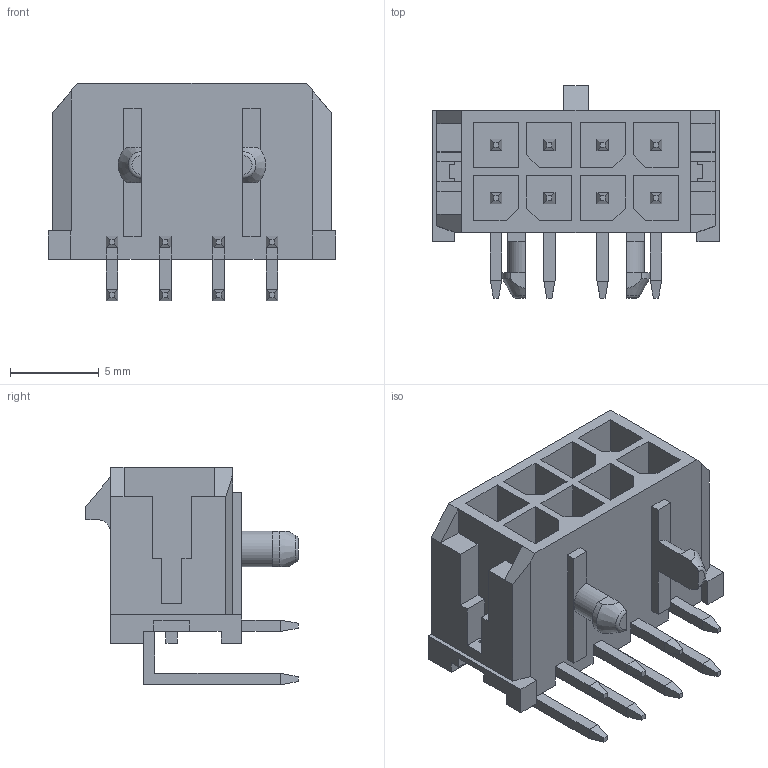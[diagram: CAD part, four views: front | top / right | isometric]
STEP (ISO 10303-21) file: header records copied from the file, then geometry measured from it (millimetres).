
FILE_DESCRIPTION (( 'STEP AP214' ), '1' );
FILE_NAME ('reoriented-43045-0800.STEP', '2023-10-11T09:24:23', ( '' ), ( '' ), 'SwSTEP 2.0', 'SolidWorks 2021', '' );
FILE_SCHEMA (( 'AUTOMOTIVE_DESIGN' ));
Length unit declared in the file: millimetre
Products named in the file (1): reoriented-43045-0800
Bounding box: 16.15 x 11.95 x 12.24 mm (x, y, z)
Volume: 674.9 mm3; surface area: 1550.5 mm2
Topology: 1 solids, 1 shells, 393 faces, 998 edges, 627 vertices
Faces by surface type: plane 384, cylinder 5, torus 2, cone 2
Entity records: 11534 total; most frequent: CARTESIAN_POINT 2107, ORIENTED_EDGE 1996, DIRECTION 1786, EDGE_CURVE 998, VECTOR 958, LINE 958, VERTEX_POINT 627, AXIS2_PLACEMENT_3D 414
